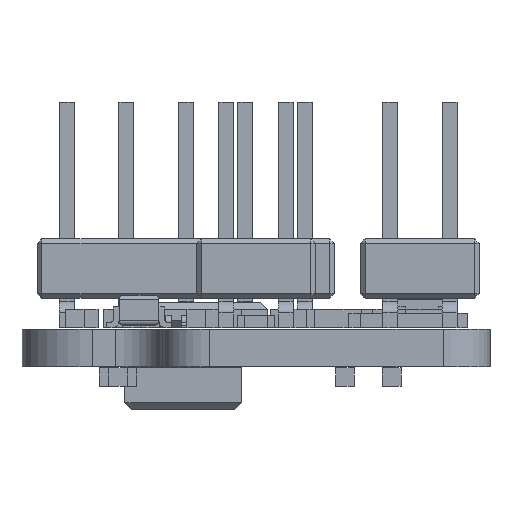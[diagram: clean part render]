
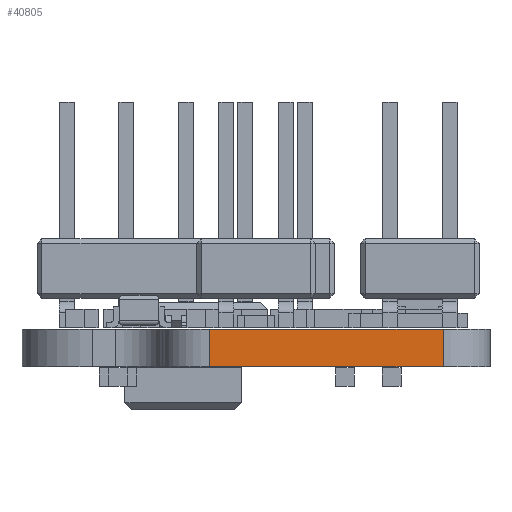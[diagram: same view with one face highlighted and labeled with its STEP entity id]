
A CAD part, left-side view. The second image highlights one B-rep face of the part: STEP entity #40805.
In plain terms, the highlighted planar face has unit normal (-1, 0, 0).
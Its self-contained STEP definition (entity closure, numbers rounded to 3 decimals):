
#38642 = PLANE('',#38643);
#38643 = AXIS2_PLACEMENT_3D('',#38644,#38645,#38646);
#38644 = CARTESIAN_POINT('',(158.,-110.,1.6));
#38645 = DIRECTION('',(0.,0.,1.));
#38646 = DIRECTION('',(1.,0.,-0.));
#38696 = PLANE('',#38697);
#38697 = AXIS2_PLACEMENT_3D('',#38698,#38699,#38700);
#38698 = CARTESIAN_POINT('',(158.,-110.,0.));
#38699 = DIRECTION('',(0.,0.,1.));
#38700 = DIRECTION('',(1.,0.,-0.));
#38950 = VERTEX_POINT('',#38951);
#38951 = CARTESIAN_POINT('',(133.,-108.,0.));
#38966 = CYLINDRICAL_SURFACE('',#38967,2.);
#38967 = AXIS2_PLACEMENT_3D('',#38968,#38969,#38970);
#38968 = CARTESIAN_POINT('',(135.,-108.,0.));
#38969 = DIRECTION('',(-0.,-0.,-1.));
#38970 = DIRECTION('',(1.,0.,-0.));
#38978 = EDGE_CURVE('',#38950,#38979,#38981,.T.);
#38979 = VERTEX_POINT('',#38980);
#38980 = CARTESIAN_POINT('',(133.,-118.,0.));
#38981 = SURFACE_CURVE('',#38982,(#38986,#38993),.PCURVE_S1.);
#38982 = LINE('',#38983,#38984);
#38983 = CARTESIAN_POINT('',(133.,-108.,0.));
#38984 = VECTOR('',#38985,1.);
#38985 = DIRECTION('',(0.,-1.,0.));
#38986 = PCURVE('',#38696,#38987);
#38987 = DEFINITIONAL_REPRESENTATION('',(#38988),#38992);
#38988 = LINE('',#38989,#38990);
#38989 = CARTESIAN_POINT('',(-25.,2.));
#38990 = VECTOR('',#38991,1.);
#38991 = DIRECTION('',(0.,-1.));
#38992 = ( GEOMETRIC_REPRESENTATION_CONTEXT(2) 
PARAMETRIC_REPRESENTATION_CONTEXT() REPRESENTATION_CONTEXT('2D SPACE',''
  ) );
#38993 = PCURVE('',#38994,#38999);
#38994 = PLANE('',#38995);
#38995 = AXIS2_PLACEMENT_3D('',#38996,#38997,#38998);
#38996 = CARTESIAN_POINT('',(133.,-108.,0.));
#38997 = DIRECTION('',(1.,0.,-0.));
#38998 = DIRECTION('',(0.,-1.,0.));
#38999 = DEFINITIONAL_REPRESENTATION('',(#39000),#39004);
#39000 = LINE('',#39001,#39002);
#39001 = CARTESIAN_POINT('',(0.,0.));
#39002 = VECTOR('',#39003,1.);
#39003 = DIRECTION('',(1.,0.));
#39004 = ( GEOMETRIC_REPRESENTATION_CONTEXT(2) 
PARAMETRIC_REPRESENTATION_CONTEXT() REPRESENTATION_CONTEXT('2D SPACE',''
  ) );
#39023 = CYLINDRICAL_SURFACE('',#39024,2.);
#39024 = AXIS2_PLACEMENT_3D('',#39025,#39026,#39027);
#39025 = CARTESIAN_POINT('',(135.,-118.,0.));
#39026 = DIRECTION('',(-0.,-0.,-1.));
#39027 = DIRECTION('',(1.,0.,-0.));
#39862 = VERTEX_POINT('',#39863);
#39863 = CARTESIAN_POINT('',(133.,-108.,1.6));
#39885 = EDGE_CURVE('',#39862,#39886,#39888,.T.);
#39886 = VERTEX_POINT('',#39887);
#39887 = CARTESIAN_POINT('',(133.,-118.,1.6));
#39888 = SURFACE_CURVE('',#39889,(#39893,#39900),.PCURVE_S1.);
#39889 = LINE('',#39890,#39891);
#39890 = CARTESIAN_POINT('',(133.,-108.,1.6));
#39891 = VECTOR('',#39892,1.);
#39892 = DIRECTION('',(0.,-1.,0.));
#39893 = PCURVE('',#38642,#39894);
#39894 = DEFINITIONAL_REPRESENTATION('',(#39895),#39899);
#39895 = LINE('',#39896,#39897);
#39896 = CARTESIAN_POINT('',(-25.,2.));
#39897 = VECTOR('',#39898,1.);
#39898 = DIRECTION('',(0.,-1.));
#39899 = ( GEOMETRIC_REPRESENTATION_CONTEXT(2) 
PARAMETRIC_REPRESENTATION_CONTEXT() REPRESENTATION_CONTEXT('2D SPACE',''
  ) );
#39900 = PCURVE('',#38994,#39901);
#39901 = DEFINITIONAL_REPRESENTATION('',(#39902),#39906);
#39902 = LINE('',#39903,#39904);
#39903 = CARTESIAN_POINT('',(0.,-1.6));
#39904 = VECTOR('',#39905,1.);
#39905 = DIRECTION('',(1.,0.));
#39906 = ( GEOMETRIC_REPRESENTATION_CONTEXT(2) 
PARAMETRIC_REPRESENTATION_CONTEXT() REPRESENTATION_CONTEXT('2D SPACE',''
  ) );
#40757 = EDGE_CURVE('',#38950,#39862,#40758,.T.);
#40758 = SURFACE_CURVE('',#40759,(#40763,#40770),.PCURVE_S1.);
#40759 = LINE('',#40760,#40761);
#40760 = CARTESIAN_POINT('',(133.,-108.,0.));
#40761 = VECTOR('',#40762,1.);
#40762 = DIRECTION('',(0.,0.,1.));
#40763 = PCURVE('',#38966,#40764);
#40764 = DEFINITIONAL_REPRESENTATION('',(#40765),#40769);
#40765 = LINE('',#40766,#40767);
#40766 = CARTESIAN_POINT('',(-3.142,0.));
#40767 = VECTOR('',#40768,1.);
#40768 = DIRECTION('',(-0.,-1.));
#40769 = ( GEOMETRIC_REPRESENTATION_CONTEXT(2) 
PARAMETRIC_REPRESENTATION_CONTEXT() REPRESENTATION_CONTEXT('2D SPACE',''
  ) );
#40770 = PCURVE('',#38994,#40771);
#40771 = DEFINITIONAL_REPRESENTATION('',(#40772),#40776);
#40772 = LINE('',#40773,#40774);
#40773 = CARTESIAN_POINT('',(0.,0.));
#40774 = VECTOR('',#40775,1.);
#40775 = DIRECTION('',(0.,-1.));
#40776 = ( GEOMETRIC_REPRESENTATION_CONTEXT(2) 
PARAMETRIC_REPRESENTATION_CONTEXT() REPRESENTATION_CONTEXT('2D SPACE',''
  ) );
#40805 = ADVANCED_FACE('',(#40806),#38994,.F.);
#40806 = FACE_BOUND('',#40807,.F.);
#40807 = EDGE_LOOP('',(#40808,#40809,#40810,#40831));
#40808 = ORIENTED_EDGE('',*,*,#40757,.T.);
#40809 = ORIENTED_EDGE('',*,*,#39885,.T.);
#40810 = ORIENTED_EDGE('',*,*,#40811,.F.);
#40811 = EDGE_CURVE('',#38979,#39886,#40812,.T.);
#40812 = SURFACE_CURVE('',#40813,(#40817,#40824),.PCURVE_S1.);
#40813 = LINE('',#40814,#40815);
#40814 = CARTESIAN_POINT('',(133.,-118.,0.));
#40815 = VECTOR('',#40816,1.);
#40816 = DIRECTION('',(0.,0.,1.));
#40817 = PCURVE('',#38994,#40818);
#40818 = DEFINITIONAL_REPRESENTATION('',(#40819),#40823);
#40819 = LINE('',#40820,#40821);
#40820 = CARTESIAN_POINT('',(10.,0.));
#40821 = VECTOR('',#40822,1.);
#40822 = DIRECTION('',(0.,-1.));
#40823 = ( GEOMETRIC_REPRESENTATION_CONTEXT(2) 
PARAMETRIC_REPRESENTATION_CONTEXT() REPRESENTATION_CONTEXT('2D SPACE',''
  ) );
#40824 = PCURVE('',#39023,#40825);
#40825 = DEFINITIONAL_REPRESENTATION('',(#40826),#40830);
#40826 = LINE('',#40827,#40828);
#40827 = CARTESIAN_POINT('',(-3.142,0.));
#40828 = VECTOR('',#40829,1.);
#40829 = DIRECTION('',(-0.,-1.));
#40830 = ( GEOMETRIC_REPRESENTATION_CONTEXT(2) 
PARAMETRIC_REPRESENTATION_CONTEXT() REPRESENTATION_CONTEXT('2D SPACE',''
  ) );
#40831 = ORIENTED_EDGE('',*,*,#38978,.F.);
